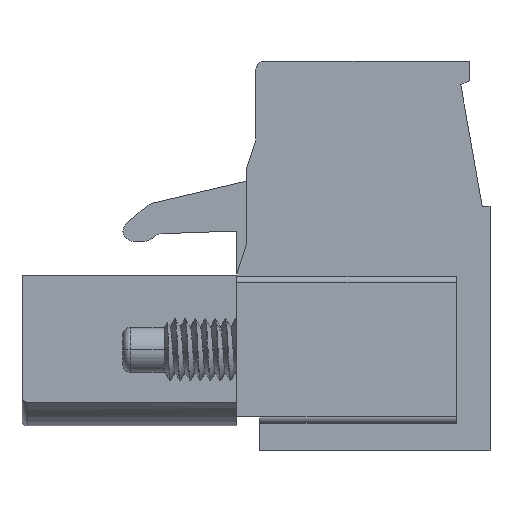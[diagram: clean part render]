
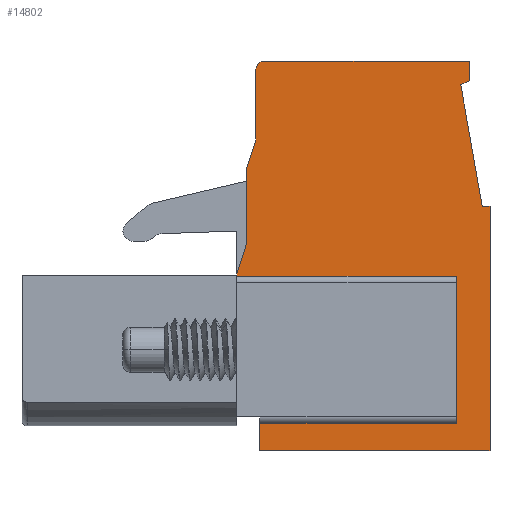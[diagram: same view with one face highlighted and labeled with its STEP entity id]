
A CAD part, left-side view. The second image highlights one B-rep face of the part: STEP entity #14802.
In plain terms, the highlighted planar face has unit normal (-1, 0, 0).
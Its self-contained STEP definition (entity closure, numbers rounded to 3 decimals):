
#2294=DIRECTION('',(0.,0.,-1.));
#2295=VECTOR('',#2294,0.04);
#2296=CARTESIAN_POINT('',(-0.3,9.8,2.89));
#2297=LINE('',#2296,#2295);
#3936=DIRECTION('',(0.,-1.,0.));
#3937=VECTOR('',#3936,7.6);
#3938=CARTESIAN_POINT('',(-0.3,8.9,-2.85));
#3939=LINE('',#3938,#3937);
#3940=DIRECTION('',(0.,0.,1.));
#3941=VECTOR('',#3940,5.7);
#3942=CARTESIAN_POINT('',(-0.3,1.3,-2.85));
#3943=LINE('',#3942,#3941);
#3944=DIRECTION('',(0.,-1.,0.));
#3945=VECTOR('',#3944,8.5);
#3946=CARTESIAN_POINT('',(-0.3,9.8,2.85));
#3947=LINE('',#3946,#3945);
#3948=DIRECTION('',(0.,0.303,-0.953));
#3949=VECTOR('',#3948,1.322);
#3950=CARTESIAN_POINT('',(-0.3,9.4,4.15));
#3951=LINE('',#3950,#3949);
#3952=DIRECTION('',(0.,0.,-1.));
#3953=VECTOR('',#3952,2.9);
#3954=CARTESIAN_POINT('',(-0.3,9.4,7.05));
#3955=LINE('',#3954,#3953);
#3956=DIRECTION('',(0.,0.303,-0.953));
#3957=VECTOR('',#3956,1.154);
#3958=CARTESIAN_POINT('',(-0.3,9.05,8.15));
#3959=LINE('',#3958,#3957);
#3960=DIRECTION('',(0.,0.,-1.));
#3961=VECTOR('',#3960,2.7);
#3962=CARTESIAN_POINT('',(-0.3,9.05,10.85));
#3963=LINE('',#3962,#3961);
#3964=CARTESIAN_POINT('',(-0.3,8.75,10.85));
#3965=DIRECTION('',(-1.,0.,0.));
#3966=DIRECTION('',(0.,0.,1.));
#3967=AXIS2_PLACEMENT_3D('',#3964,#3965,#3966);
#3969=DIRECTION('',(0.,1.,0.));
#3970=VECTOR('',#3969,7.95);
#3971=CARTESIAN_POINT('',(-0.3,0.8,11.15));
#3972=LINE('',#3971,#3970);
#3973=DIRECTION('',(0.,0.,1.));
#3974=VECTOR('',#3973,0.75);
#3975=CARTESIAN_POINT('',(-0.3,0.8,10.4));
#3976=LINE('',#3975,#3974);
#3977=DIRECTION('',(0.,-0.9,0.436));
#3978=VECTOR('',#3977,0.367);
#3979=CARTESIAN_POINT('',(-0.3,1.13,10.24));
#3980=LINE('',#3979,#3978);
#3981=DIRECTION('',(0.,0.174,0.985));
#3982=VECTOR('',#3981,4.763);
#3983=CARTESIAN_POINT('',(-0.3,0.3,5.55));
#3984=LINE('',#3983,#3982);
#3985=DIRECTION('',(0.,1.,0.));
#3986=VECTOR('',#3985,0.3);
#3987=CARTESIAN_POINT('',(-0.3,0.,5.55));
#3988=LINE('',#3987,#3986);
#3989=DIRECTION('',(0.,0.,1.));
#3990=VECTOR('',#3989,9.45);
#3991=CARTESIAN_POINT('',(-0.3,0.,-3.9));
#3992=LINE('',#3991,#3990);
#3993=DIRECTION('',(0.,-1.,0.));
#3994=VECTOR('',#3993,8.9);
#3995=CARTESIAN_POINT('',(-0.3,8.9,-3.9));
#3996=LINE('',#3995,#3994);
#3997=DIRECTION('',(0.,0.,-1.));
#3998=VECTOR('',#3997,1.05);
#3999=CARTESIAN_POINT('',(-0.3,8.9,-2.85));
#4000=LINE('',#3999,#3998);
#9220=CARTESIAN_POINT('',(-0.3,8.9,-3.9));
#9221=CARTESIAN_POINT('',(-0.3,0.,-3.9));
#9222=VERTEX_POINT('',#9220);
#9223=VERTEX_POINT('',#9221);
#9224=CARTESIAN_POINT('',(-0.3,0.,5.55));
#9225=VERTEX_POINT('',#9224);
#9226=CARTESIAN_POINT('',(-0.3,0.3,5.55));
#9227=VERTEX_POINT('',#9226);
#9228=CARTESIAN_POINT('',(-0.3,1.13,10.24));
#9229=VERTEX_POINT('',#9228);
#9230=CARTESIAN_POINT('',(-0.3,0.8,10.4));
#9231=VERTEX_POINT('',#9230);
#9232=CARTESIAN_POINT('',(-0.3,0.8,11.15));
#9233=VERTEX_POINT('',#9232);
#9234=CARTESIAN_POINT('',(-0.3,8.75,11.15));
#9235=VERTEX_POINT('',#9234);
#9236=CARTESIAN_POINT('',(-0.3,9.05,10.85));
#9237=VERTEX_POINT('',#9236);
#9238=CARTESIAN_POINT('',(-0.3,9.05,8.15));
#9239=VERTEX_POINT('',#9238);
#9240=CARTESIAN_POINT('',(-0.3,9.4,7.05));
#9241=VERTEX_POINT('',#9240);
#9242=CARTESIAN_POINT('',(-0.3,9.4,4.15));
#9243=VERTEX_POINT('',#9242);
#9244=CARTESIAN_POINT('',(-0.3,9.8,2.89));
#9245=VERTEX_POINT('',#9244);
#9246=CARTESIAN_POINT('',(-0.3,8.9,-2.85));
#9247=CARTESIAN_POINT('',(-0.3,1.3,-2.85));
#9248=VERTEX_POINT('',#9246);
#9249=VERTEX_POINT('',#9247);
#9250=CARTESIAN_POINT('',(-0.3,1.3,2.85));
#9251=VERTEX_POINT('',#9250);
#9252=CARTESIAN_POINT('',(-0.3,9.8,2.85));
#9253=VERTEX_POINT('',#9252);
#14769=CARTESIAN_POINT('',(-0.3,0.,0.));
#14770=DIRECTION('',(-1.,0.,0.));
#14771=DIRECTION('',(0.,0.,1.));
#14772=AXIS2_PLACEMENT_3D('',#14769,#14770,#14771);
#14773=PLANE('',#14772);
#14775=ORIENTED_EDGE('',*,*,#14774,.T.);
#14777=ORIENTED_EDGE('',*,*,#14776,.T.);
#14779=ORIENTED_EDGE('',*,*,#14778,.F.);
#14780=ORIENTED_EDGE('',*,*,#12764,.F.);
#14781=ORIENTED_EDGE('',*,*,#14764,.F.);
#14782=ORIENTED_EDGE('',*,*,#12556,.F.);
#14783=ORIENTED_EDGE('',*,*,#12541,.F.);
#14784=ORIENTED_EDGE('',*,*,#12346,.F.);
#14785=ORIENTED_EDGE('',*,*,#12331,.F.);
#14786=ORIENTED_EDGE('',*,*,#9648,.F.);
#14788=ORIENTED_EDGE('',*,*,#14787,.F.);
#14790=ORIENTED_EDGE('',*,*,#14789,.F.);
#14792=ORIENTED_EDGE('',*,*,#14791,.F.);
#14794=ORIENTED_EDGE('',*,*,#14793,.F.);
#14796=ORIENTED_EDGE('',*,*,#14795,.F.);
#14797=ORIENTED_EDGE('',*,*,#9508,.F.);
#14799=ORIENTED_EDGE('',*,*,#14798,.F.);
#14800=EDGE_LOOP('',(#14775,#14777,#14779,#14780,#14781,#14782,#14783,#14784,
#14785,#14786,#14788,#14790,#14792,#14794,#14796,#14797,#14799));
#14801=FACE_OUTER_BOUND('',#14800,.F.);
#14802=ADVANCED_FACE('',(#14801),#14773,.T.);
#3968=CIRCLE('',#3967,0.3);
#9508=EDGE_CURVE('',#9222,#9223,#3996,.T.);
#9648=EDGE_CURVE('',#9233,#9235,#3972,.T.);
#12331=EDGE_CURVE('',#9235,#9237,#3968,.T.);
#12346=EDGE_CURVE('',#9237,#9239,#3963,.T.);
#12541=EDGE_CURVE('',#9239,#9241,#3959,.T.);
#12556=EDGE_CURVE('',#9241,#9243,#3955,.T.);
#12764=EDGE_CURVE('',#9245,#9253,#2297,.T.);
#14764=EDGE_CURVE('',#9243,#9245,#3951,.T.);
#14774=EDGE_CURVE('',#9248,#9249,#3939,.T.);
#14776=EDGE_CURVE('',#9249,#9251,#3943,.T.);
#14778=EDGE_CURVE('',#9253,#9251,#3947,.T.);
#14787=EDGE_CURVE('',#9231,#9233,#3976,.T.);
#14789=EDGE_CURVE('',#9229,#9231,#3980,.T.);
#14791=EDGE_CURVE('',#9227,#9229,#3984,.T.);
#14793=EDGE_CURVE('',#9225,#9227,#3988,.T.);
#14795=EDGE_CURVE('',#9223,#9225,#3992,.T.);
#14798=EDGE_CURVE('',#9248,#9222,#4000,.T.);
